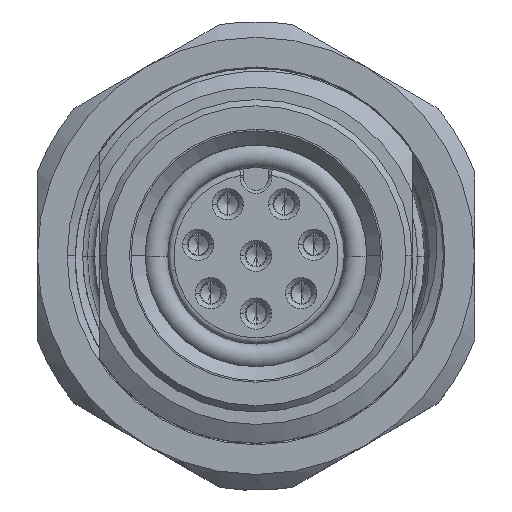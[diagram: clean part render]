
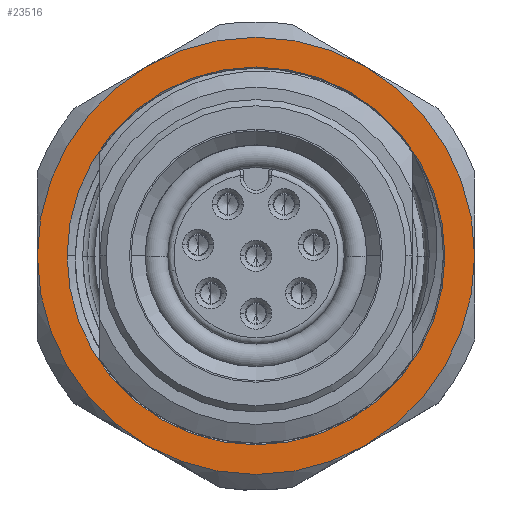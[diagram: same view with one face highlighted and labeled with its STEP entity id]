
A CAD part, top view. The second image highlights one B-rep face of the part: STEP entity #23516.
In plain terms, the highlighted planar face has unit normal (0, 0, 1).
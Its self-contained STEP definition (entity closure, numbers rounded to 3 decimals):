
#22504=CARTESIAN_POINT('',(0.,0.,3.2));
#22505=DIRECTION('',(0.,0.,1.));
#22506=DIRECTION('',(-0.5,-0.866,0.));
#22507=AXIS2_PLACEMENT_3D('',#22504,#22505,#22506);
#22509=CARTESIAN_POINT('',(0.,0.,3.2));
#22510=DIRECTION('',(0.,0.,-1.));
#22511=DIRECTION('',(-1.,0.,0.));
#22512=AXIS2_PLACEMENT_3D('',#22509,#22510,#22511);
#22514=CARTESIAN_POINT('',(0.,0.,3.2));
#22515=DIRECTION('',(0.,0.,-1.));
#22516=DIRECTION('',(1.,0.,0.));
#22517=AXIS2_PLACEMENT_3D('',#22514,#22515,#22516);
#22519=CARTESIAN_POINT('',(0.,0.,3.2));
#22520=DIRECTION('',(0.,0.,-1.));
#22521=DIRECTION('',(-0.5,-0.866,0.));
#22522=AXIS2_PLACEMENT_3D('',#22519,#22520,#22521);
#22524=CARTESIAN_POINT('',(0.,0.,3.2));
#22525=DIRECTION('',(0.,0.,-1.));
#22526=DIRECTION('',(-1.,0.,0.));
#22527=AXIS2_PLACEMENT_3D('',#22524,#22525,#22526);
#22529=CARTESIAN_POINT('',(0.,0.,3.2));
#22530=DIRECTION('',(0.,0.,-1.));
#22531=DIRECTION('',(0.5,0.866,0.));
#22532=AXIS2_PLACEMENT_3D('',#22529,#22530,#22531);
#22534=CARTESIAN_POINT('',(0.,0.,3.2));
#22535=DIRECTION('',(0.,0.,-1.));
#22536=DIRECTION('',(1.,0.,0.));
#22537=AXIS2_PLACEMENT_3D('',#22534,#22535,#22536);
#22846=CARTESIAN_POINT('',(0.,0.,3.2));
#22847=DIRECTION('',(0.,0.,1.));
#22848=DIRECTION('',(0.5,0.866,0.));
#22849=AXIS2_PLACEMENT_3D('',#22846,#22847,#22848);
#22855=CARTESIAN_POINT('',(-6.05,0.,3.2));
#22856=CARTESIAN_POINT('',(6.05,0.,3.2));
#22857=VERTEX_POINT('',#22855);
#22858=VERTEX_POINT('',#22856);
#22905=CARTESIAN_POINT('',(-3.5,-6.062,3.2));
#22906=CARTESIAN_POINT('',(-7.,0.,3.2));
#22907=VERTEX_POINT('',#22905);
#22908=VERTEX_POINT('',#22906);
#22909=CARTESIAN_POINT('',(-3.5,6.062,3.2));
#22910=VERTEX_POINT('',#22909);
#22911=CARTESIAN_POINT('',(3.5,6.062,3.2));
#22912=CARTESIAN_POINT('',(7.,0.,3.2));
#22913=VERTEX_POINT('',#22911);
#22914=VERTEX_POINT('',#22912);
#22915=CARTESIAN_POINT('',(3.5,-6.062,3.2));
#22916=VERTEX_POINT('',#22915);
#23496=CARTESIAN_POINT('',(0.,0.,3.2));
#23497=DIRECTION('',(0.,0.,1.));
#23498=DIRECTION('',(1.,0.,0.));
#23499=AXIS2_PLACEMENT_3D('',#23496,#23497,#23498);
#23500=PLANE('',#23499);
#23501=ORIENTED_EDGE('',*,*,#23490,.F.);
#23502=ORIENTED_EDGE('',*,*,#23449,.T.);
#23503=ORIENTED_EDGE('',*,*,#23436,.T.);
#23505=ORIENTED_EDGE('',*,*,#23504,.F.);
#23506=ORIENTED_EDGE('',*,*,#23462,.T.);
#23507=ORIENTED_EDGE('',*,*,#23475,.T.);
#23508=EDGE_LOOP('',(#23501,#23502,#23503,#23505,#23506,#23507));
#23509=FACE_OUTER_BOUND('',#23508,.F.);
#23511=ORIENTED_EDGE('',*,*,#23510,.F.);
#23513=ORIENTED_EDGE('',*,*,#23512,.F.);
#23514=EDGE_LOOP('',(#23511,#23513));
#23515=FACE_BOUND('',#23514,.F.);
#22508=CIRCLE('',#22507,7.);
#22513=CIRCLE('',#22512,6.05);
#22518=CIRCLE('',#22517,6.05);
#22523=CIRCLE('',#22522,7.);
#22528=CIRCLE('',#22527,7.);
#22533=CIRCLE('',#22532,7.);
#22538=CIRCLE('',#22537,7.);
#22850=CIRCLE('',#22849,7.);
#23436=EDGE_CURVE('',#22908,#22910,#22528,.T.);
#23449=EDGE_CURVE('',#22907,#22908,#22523,.T.);
#23462=EDGE_CURVE('',#22913,#22914,#22533,.T.);
#23475=EDGE_CURVE('',#22914,#22916,#22538,.T.);
#23490=EDGE_CURVE('',#22907,#22916,#22508,.T.);
#23504=EDGE_CURVE('',#22913,#22910,#22850,.T.);
#23510=EDGE_CURVE('',#22857,#22858,#22513,.T.);
#23512=EDGE_CURVE('',#22858,#22857,#22518,.T.);
#23516=ADVANCED_FACE('',(#23509,#23515),#23500,.T.);
